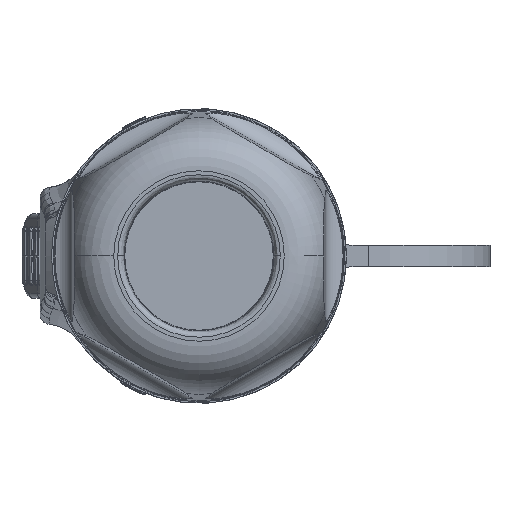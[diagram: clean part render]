
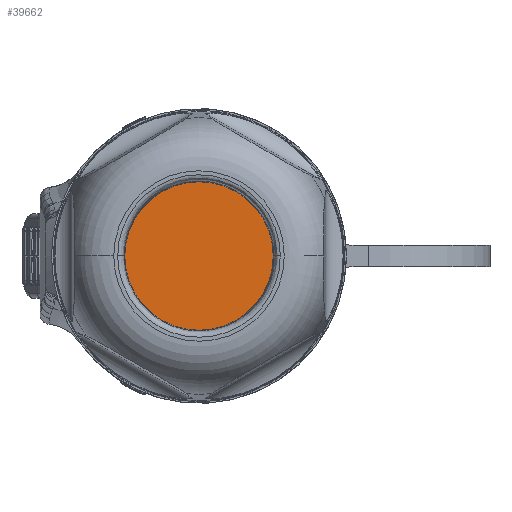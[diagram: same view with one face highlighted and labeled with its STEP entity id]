
A CAD part, left-side view. The second image highlights one B-rep face of the part: STEP entity #39662.
In plain terms, the highlighted planar face has unit normal (-1, 0, 0).
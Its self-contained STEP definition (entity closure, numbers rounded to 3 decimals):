
#13557=CARTESIAN_POINT('',(-46.58,0.,0.));
#13558=DIRECTION('',(1.,0.,0.));
#13559=DIRECTION('',(0.,-1.,0.));
#13560=AXIS2_PLACEMENT_3D('',#13557,#13558,#13559);
#13562=CARTESIAN_POINT('',(-46.58,0.,0.));
#13563=DIRECTION('',(1.,0.,0.));
#13564=DIRECTION('',(0.,1.,0.));
#13565=AXIS2_PLACEMENT_3D('',#13562,#13563,#13564);
#18655=CARTESIAN_POINT('',(-46.58,7.003,0.));
#18656=VERTEX_POINT('',#18655);
#18657=CARTESIAN_POINT('',(-46.58,-7.003,0.));
#18658=VERTEX_POINT('',#18657);
#39652=CARTESIAN_POINT('',(-46.58,0.,0.));
#39653=DIRECTION('',(1.,0.,0.));
#39654=DIRECTION('',(0.,-1.,0.));
#39655=AXIS2_PLACEMENT_3D('',#39652,#39653,#39654);
#39656=PLANE('',#39655);
#39658=ORIENTED_EDGE('',*,*,#39657,.T.);
#39659=ORIENTED_EDGE('',*,*,#39641,.T.);
#39660=EDGE_LOOP('',(#39658,#39659));
#39661=FACE_OUTER_BOUND('',#39660,.F.);
#39662=ADVANCED_FACE('',(#39661),#39656,.F.);
#13561=CIRCLE('',#13560,7.003);
#13566=CIRCLE('',#13565,7.003);
#39641=EDGE_CURVE('',#18656,#18658,#13566,.T.);
#39657=EDGE_CURVE('',#18658,#18656,#13561,.T.);
